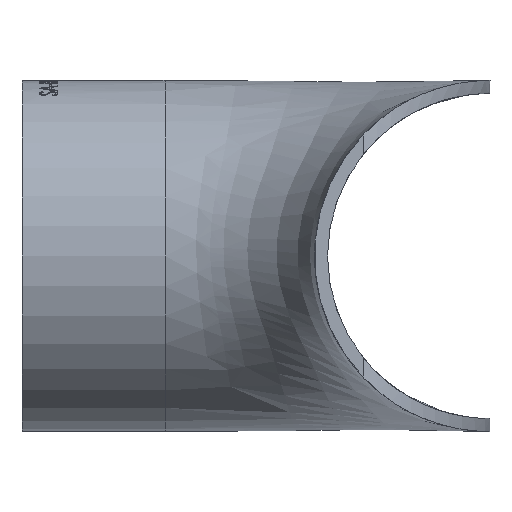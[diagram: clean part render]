
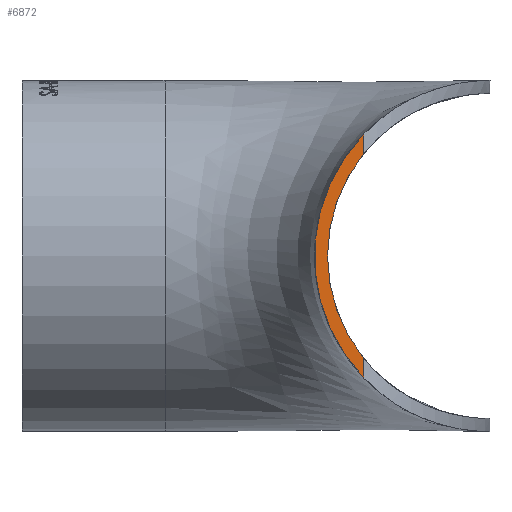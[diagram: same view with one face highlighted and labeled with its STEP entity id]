
A CAD part, left-side view. The second image highlights one B-rep face of the part: STEP entity #6872.
In plain terms, the highlighted planar face has unit normal (-1, 0, 0).
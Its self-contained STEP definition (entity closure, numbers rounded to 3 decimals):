
#134 = VERTEX_POINT ( 'NONE', #11517 ) ;
#485 = DIRECTION ( 'NONE',  ( 0., 0., -1. ) ) ;
#1272 = DIRECTION ( 'NONE',  ( 0., 0., -1. ) ) ;
#1493 = CARTESIAN_POINT ( 'NONE',  ( -47.5, 19.403, 27.611 ) ) ;
#1846 = AXIS2_PLACEMENT_3D ( 'NONE', #10707, #5800, #1272 ) ;
#2264 = CIRCLE ( 'NONE', #1846, 27. ) ;
#2691 = ORIENTED_EDGE ( 'NONE', *, *, #2827, .T. ) ;
#2762 = ORIENTED_EDGE ( 'NONE', *, *, #5563, .T. ) ;
#2827 = EDGE_CURVE ( 'NONE', #15703, #134, #6183, .T. ) ;
#2940 = DIRECTION ( 'NONE',  ( 0., 0., 1. ) ) ;
#3364 = AXIS2_PLACEMENT_3D ( 'NONE', #11673, #6766, #485 ) ;
#4195 = CARTESIAN_POINT ( 'NONE',  ( -47.5, 19.403, 15.765 ) ) ;
#4362 = AXIS2_PLACEMENT_3D ( 'NONE', #7861, #18929, #14285 ) ;
#5059 = VERTEX_POINT ( 'NONE', #17251 ) ;
#5446 = VERTEX_POINT ( 'NONE', #20229 ) ;
#5563 = EDGE_CURVE ( 'NONE', #5059, #15703, #14456, .T. ) ;
#5800 = DIRECTION ( 'NONE',  ( 1., 0., 0. ) ) ;
#6183 = LINE ( 'NONE', #14113, #20299 ) ;
#6766 = DIRECTION ( 'NONE',  ( 1., 0., 0. ) ) ;
#6872 = ADVANCED_FACE ( 'NONE', ( #17956 ), #16165, .F. ) ;
#7861 = CARTESIAN_POINT ( 'NONE',  ( -47.5, 0., 0. ) ) ;
#10076 = EDGE_CURVE ( 'NONE', #5446, #134, #2264, .T. ) ;
#10707 = CARTESIAN_POINT ( 'NONE',  ( -47.5, 0., 0. ) ) ;
#11517 = CARTESIAN_POINT ( 'NONE',  ( -47.5, 19.403, 18.776 ) ) ;
#11673 = CARTESIAN_POINT ( 'NONE',  ( -47.5, 0., 0. ) ) ;
#12497 = LINE ( 'NONE', #1493, #16208 ) ;
#12740 = DIRECTION ( 'NONE',  ( 0., 0., 1. ) ) ;
#14113 = CARTESIAN_POINT ( 'NONE',  ( -47.5, 19.403, 27.611 ) ) ;
#14285 = DIRECTION ( 'NONE',  ( 0., 0., -1. ) ) ;
#14349 = ORIENTED_EDGE ( 'NONE', *, *, #18941, .T. ) ;
#14456 = CIRCLE ( 'NONE', #4362, 25. ) ;
#15703 = VERTEX_POINT ( 'NONE', #4195 ) ;
#16165 = PLANE ( 'NONE',  #3364 ) ;
#16208 = VECTOR ( 'NONE', #12740, 1000. ) ;
#17251 = CARTESIAN_POINT ( 'NONE',  ( -47.5, 19.403, -15.765 ) ) ;
#17956 = FACE_OUTER_BOUND ( 'NONE', #18210, .T. ) ;
#18210 = EDGE_LOOP ( 'NONE', ( #14349, #2762, #2691, #18739 ) ) ;
#18739 = ORIENTED_EDGE ( 'NONE', *, *, #10076, .F. ) ;
#18929 = DIRECTION ( 'NONE',  ( 1., 0., 0. ) ) ;
#18941 = EDGE_CURVE ( 'NONE', #5446, #5059, #12497, .T. ) ;
#20229 = CARTESIAN_POINT ( 'NONE',  ( -47.5, 19.403, -18.776 ) ) ;
#20299 = VECTOR ( 'NONE', #2940, 1000. ) ;
